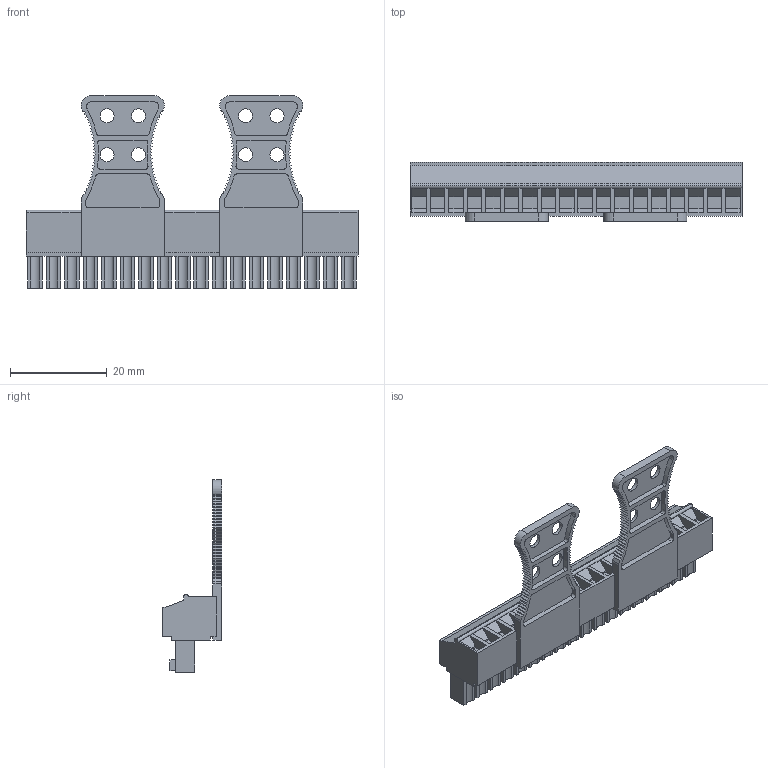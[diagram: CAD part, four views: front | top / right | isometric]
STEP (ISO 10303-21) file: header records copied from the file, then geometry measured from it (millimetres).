
FILE_DESCRIPTION(('CATIA V5 STEP Exchange','CAx-IF Rec.Pracs.--- Model Styling and Organization---1.2---2011-12-15'),'2;1');
FILE_NAME ('D1450063_0_1236430000_1236430000.stp','2018-09-19T11:58:26+00:00',('none'),('Weidmueller'),'CATIA Version 5-6 Release 2014','CATIA V5 STEP AP214','none');
FILE_SCHEMA(('AUTOMOTIVE_DESIGN { 1 0 10303 214 1 1 1 1 }'));
Length unit declared in the file: millimetre
Products named in the file (1): 1236430000
Bounding box: 68.58 x 12.2 x 39.75 mm (x, y, z)
Volume: 7656.5 mm3; surface area: 8398.2 mm2
Topology: 3 solids, 3 shells, 877 faces, 2375 edges, 1582 vertices
Faces by surface type: plane 695, cylinder 146, cone 36
Entity records: 25231 total; most frequent: ORIENTED_EDGE 4750, CARTESIAN_POINT 4474, DIRECTION 3407, EDGE_CURVE 2375, VECTOR 2011, LINE 2011, VERTEX_POINT 1582, EDGE_LOOP 971
